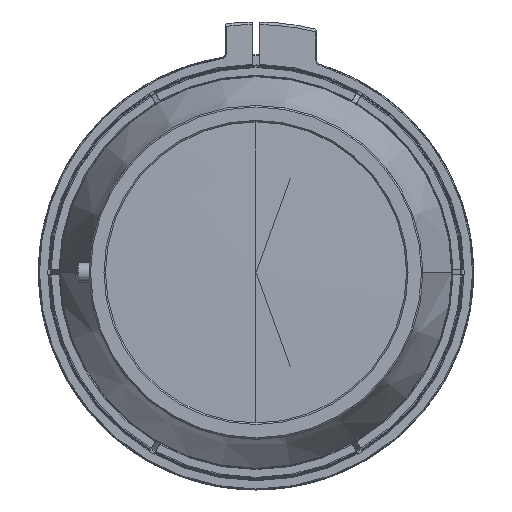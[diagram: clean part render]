
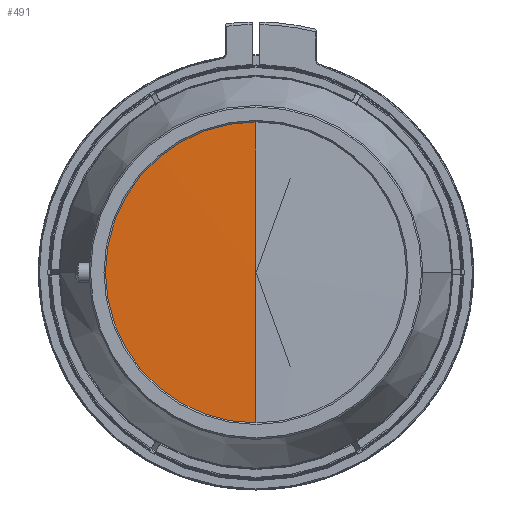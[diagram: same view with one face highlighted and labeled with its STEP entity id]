
A CAD part, left-side view. The second image highlights one B-rep face of the part: STEP entity #491.
In plain terms, the highlighted conical face has half-angle 89.371 degrees and reference radius 30.992 mm.
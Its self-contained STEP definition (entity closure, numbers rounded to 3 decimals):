
#491 = ADVANCED_FACE ( 'NONE', ( #757 ), #13648, .T. ) ;
#585 = AXIS2_PLACEMENT_3D ( 'NONE', #7464, #8763, #15392 ) ;
#685 = DIRECTION ( 'NONE',  ( 0.011, 0., 1. ) ) ;
#757 = FACE_OUTER_BOUND ( 'NONE', #13527, .T. ) ;
#948 = LINE ( 'NONE', #17047, #14878 ) ;
#1059 = EDGE_CURVE ( 'NONE', #12760, #4840, #948, .T. ) ;
#1549 = LINE ( 'NONE', #14656, #15491 ) ;
#2737 = DIRECTION ( 'NONE',  ( 0.011, 0., -1. ) ) ;
#3626 = CARTESIAN_POINT ( 'NONE',  ( 0.3, 0., 0. ) ) ;
#3697 = CARTESIAN_POINT ( 'NONE',  ( 0.627, 0., 29.75 ) ) ;
#4840 = VERTEX_POINT ( 'NONE', #3697 ) ;
#4936 = DIRECTION ( 'NONE',  ( 0., 0., -1. ) ) ;
#5257 = EDGE_CURVE ( 'NONE', #13023, #4840, #13644, .T. ) ;
#7375 = EDGE_CURVE ( 'NONE', #12760, #13023, #1549, .T. ) ;
#7464 = CARTESIAN_POINT ( 'NONE',  ( 0.627, 0., 0. ) ) ;
#7859 = ORIENTED_EDGE ( 'NONE', *, *, #1059, .T. ) ;
#8131 = ORIENTED_EDGE ( 'NONE', *, *, #5257, .F. ) ;
#8763 = DIRECTION ( 'NONE',  ( 1., 0., 0. ) ) ;
#9013 = CARTESIAN_POINT ( 'NONE',  ( 0.64, 0., 0. ) ) ;
#10521 = AXIS2_PLACEMENT_3D ( 'NONE', #9013, #12997, #4936 ) ;
#12760 = VERTEX_POINT ( 'NONE', #3626 ) ;
#12997 = DIRECTION ( 'NONE',  ( 1., 0., 0. ) ) ;
#13023 = VERTEX_POINT ( 'NONE', #14986 ) ;
#13527 = EDGE_LOOP ( 'NONE', ( #14627, #7859, #8131 ) ) ;
#13644 = CIRCLE ( 'NONE', #585, 29.75 ) ;
#13648 = CONICAL_SURFACE ( 'NONE', #10521, 30.992, 1.56 ) ;
#14627 = ORIENTED_EDGE ( 'NONE', *, *, #7375, .F. ) ;
#14656 = CARTESIAN_POINT ( 'NONE',  ( 0.64, 0., -30.992 ) ) ;
#14878 = VECTOR ( 'NONE', #685, 1000. ) ;
#14986 = CARTESIAN_POINT ( 'NONE',  ( 0.627, 0., -29.75 ) ) ;
#15392 = DIRECTION ( 'NONE',  ( 0., 0., -1. ) ) ;
#15491 = VECTOR ( 'NONE', #2737, 1000. ) ;
#17047 = CARTESIAN_POINT ( 'NONE',  ( 0.64, 0., 30.992 ) ) ;
